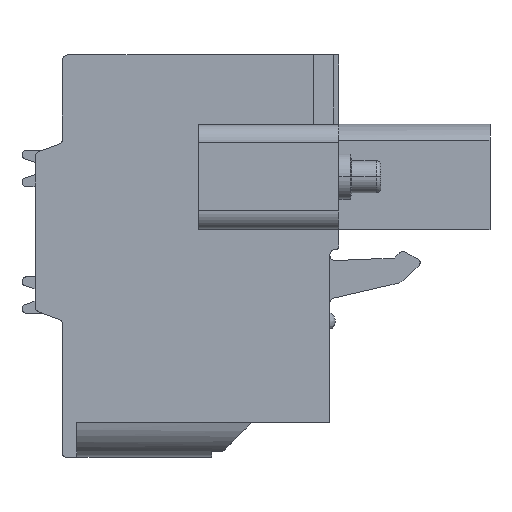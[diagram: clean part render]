
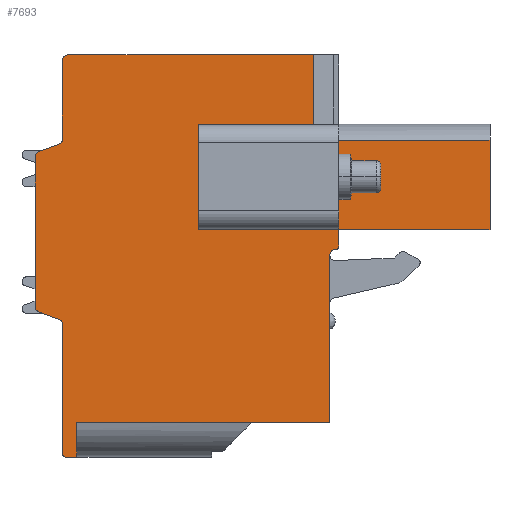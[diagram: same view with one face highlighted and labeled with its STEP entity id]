
A CAD part, front view. The second image highlights one B-rep face of the part: STEP entity #7693.
In plain terms, the highlighted planar face has unit normal (0, -1, 0).
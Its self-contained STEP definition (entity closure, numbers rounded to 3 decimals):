
#836=DIRECTION('',(-1.,0.,0.));
#837=VECTOR('',#836,8.3);
#838=CARTESIAN_POINT('',(12.481,-25.3,6.775));
#839=LINE('',#838,#837);
#840=DIRECTION('',(0.,0.,-1.));
#841=VECTOR('',#840,4.9);
#842=CARTESIAN_POINT('',(12.481,-25.3,6.775));
#843=LINE('',#842,#841);
#844=DIRECTION('',(-1.,0.,0.));
#845=VECTOR('',#844,8.3);
#846=CARTESIAN_POINT('',(12.481,-25.3,1.875));
#847=LINE('',#846,#845);
#848=DIRECTION('',(0.,0.,-1.));
#849=VECTOR('',#848,0.901);
#850=CARTESIAN_POINT('',(4.181,-25.3,1.875));
#851=LINE('',#850,#849);
#852=CARTESIAN_POINT('',(3.981,-25.3,0.974));
#853=DIRECTION('',(0.,1.,0.));
#854=DIRECTION('',(1.,0.,0.));
#855=AXIS2_PLACEMENT_3D('',#852,#853,#854);
#857=CARTESIAN_POINT('',(3.981,-25.3,0.474));
#858=DIRECTION('',(0.,-1.,0.));
#859=DIRECTION('',(0.,0.,1.));
#860=AXIS2_PLACEMENT_3D('',#857,#858,#859);
#862=DIRECTION('',(-1.,0.,0.));
#863=VECTOR('',#862,13.9);
#864=CARTESIAN_POINT('',(3.681,-25.3,-8.725));
#865=LINE('',#864,#863);
#866=DIRECTION('',(0.,0.,-1.));
#867=VECTOR('',#866,1.9);
#868=CARTESIAN_POINT('',(-10.219,-25.3,-8.725));
#869=LINE('',#868,#867);
#870=DIRECTION('',(-1.,0.,0.));
#871=VECTOR('',#870,0.6);
#872=CARTESIAN_POINT('',(-10.219,-25.3,-10.625));
#873=LINE('',#872,#871);
#874=CARTESIAN_POINT('',(-10.819,-25.3,-10.425));
#875=DIRECTION('',(0.,1.,0.));
#876=DIRECTION('',(0.,0.,-1.));
#877=AXIS2_PLACEMENT_3D('',#874,#875,#876);
#879=DIRECTION('',(0.,0.,1.));
#880=VECTOR('',#879,7.095);
#881=CARTESIAN_POINT('',(-11.019,-25.3,-10.425));
#882=LINE('',#881,#880);
#883=CARTESIAN_POINT('',(-11.319,-25.3,-3.33));
#884=DIRECTION('',(0.,-1.,0.));
#885=DIRECTION('',(1.,0.,0.));
#886=AXIS2_PLACEMENT_3D('',#883,#884,#885);
#888=DIRECTION('',(-0.94,0.,0.342));
#889=VECTOR('',#888,1.176);
#890=CARTESIAN_POINT('',(-11.216,-25.3,-3.048));
#891=LINE('',#890,#889);
#892=CARTESIAN_POINT('',(-12.219,-25.3,-2.364));
#893=DIRECTION('',(0.,1.,0.));
#894=DIRECTION('',(-0.342,0.,-0.94));
#895=AXIS2_PLACEMENT_3D('',#892,#893,#894);
#897=DIRECTION('',(0.,0.,1.));
#898=VECTOR('',#897,8.238);
#899=CARTESIAN_POINT('',(-12.519,-25.3,-2.364));
#900=LINE('',#899,#898);
#901=CARTESIAN_POINT('',(-12.219,-25.3,5.874));
#902=DIRECTION('',(0.,1.,0.));
#903=DIRECTION('',(-1.,0.,0.));
#904=AXIS2_PLACEMENT_3D('',#901,#902,#903);
#906=DIRECTION('',(0.94,0.,0.342));
#907=VECTOR('',#906,1.176);
#908=CARTESIAN_POINT('',(-12.321,-25.3,6.156));
#909=LINE('',#908,#907);
#910=CARTESIAN_POINT('',(-11.319,-25.3,6.84));
#911=DIRECTION('',(0.,-1.,0.));
#912=DIRECTION('',(0.342,0.,-0.94));
#913=AXIS2_PLACEMENT_3D('',#910,#911,#912);
#915=DIRECTION('',(0.,0.,1.));
#916=VECTOR('',#915,4.335);
#917=CARTESIAN_POINT('',(-11.019,-25.3,6.84));
#918=LINE('',#917,#916);
#919=CARTESIAN_POINT('',(-10.719,-25.3,11.175));
#920=DIRECTION('',(0.,1.,0.));
#921=DIRECTION('',(-1.,0.,0.));
#922=AXIS2_PLACEMENT_3D('',#919,#920,#921);
#924=DIRECTION('',(1.,0.,0.));
#925=VECTOR('',#924,13.5);
#926=CARTESIAN_POINT('',(-10.719,-25.3,11.475));
#927=LINE('',#926,#925);
#928=DIRECTION('',(0.,0.,-1.));
#929=VECTOR('',#928,3.825);
#930=CARTESIAN_POINT('',(2.781,-25.3,11.475));
#931=LINE('',#930,#929);
#932=DIRECTION('',(1.,0.,0.));
#933=VECTOR('',#932,6.3);
#934=CARTESIAN_POINT('',(-3.519,-25.3,7.65));
#935=LINE('',#934,#933);
#936=DIRECTION('',(0.,0.,1.));
#937=VECTOR('',#936,5.75);
#938=CARTESIAN_POINT('',(-3.519,-25.3,1.9));
#939=LINE('',#938,#937);
#940=DIRECTION('',(-1.,0.,0.));
#941=VECTOR('',#940,6.3);
#942=CARTESIAN_POINT('',(2.781,-25.3,1.9));
#943=LINE('',#942,#941);
#944=DIRECTION('',(-1.,0.,0.));
#945=VECTOR('',#944,1.4);
#946=CARTESIAN_POINT('',(4.181,-25.3,1.9));
#947=LINE('',#946,#945);
#948=DIRECTION('',(0.,0.,-1.));
#949=VECTOR('',#948,4.875);
#950=CARTESIAN_POINT('',(4.181,-25.3,6.775));
#951=LINE('',#950,#949);
#1274=DIRECTION('',(0.,0.,1.));
#1275=VECTOR('',#1274,9.199);
#1276=CARTESIAN_POINT('',(3.681,-25.3,-8.725));
#1277=LINE('',#1276,#1275);
#5076=CARTESIAN_POINT('',(-12.519,-25.3,-2.364));
#5077=CARTESIAN_POINT('',(-12.519,-25.3,5.874));
#5078=VERTEX_POINT('',#5076);
#5079=VERTEX_POINT('',#5077);
#5080=CARTESIAN_POINT('',(-12.321,-25.3,6.156));
#5081=VERTEX_POINT('',#5080);
#5082=CARTESIAN_POINT('',(-11.216,-25.3,6.558));
#5083=VERTEX_POINT('',#5082);
#5084=CARTESIAN_POINT('',(-11.019,-25.3,6.84));
#5085=VERTEX_POINT('',#5084);
#5086=CARTESIAN_POINT('',(-11.019,-25.3,11.175));
#5087=VERTEX_POINT('',#5086);
#5088=CARTESIAN_POINT('',(-10.719,-25.3,11.475));
#5089=VERTEX_POINT('',#5088);
#5090=CARTESIAN_POINT('',(3.681,-25.3,-8.725));
#5091=CARTESIAN_POINT('',(-10.219,-25.3,-8.725));
#5092=VERTEX_POINT('',#5090);
#5093=VERTEX_POINT('',#5091);
#5094=CARTESIAN_POINT('',(-10.219,-25.3,-10.625));
#5095=VERTEX_POINT('',#5094);
#5096=CARTESIAN_POINT('',(-10.819,-25.3,-10.625));
#5097=VERTEX_POINT('',#5096);
#5098=CARTESIAN_POINT('',(-11.019,-25.3,-10.425));
#5099=VERTEX_POINT('',#5098);
#5100=CARTESIAN_POINT('',(-11.019,-25.3,-3.33));
#5101=VERTEX_POINT('',#5100);
#5102=CARTESIAN_POINT('',(-11.216,-25.3,-3.048));
#5103=VERTEX_POINT('',#5102);
#5104=CARTESIAN_POINT('',(-12.321,-25.3,-2.646));
#5105=VERTEX_POINT('',#5104);
#5116=CARTESIAN_POINT('',(4.181,-25.3,0.974));
#5117=CARTESIAN_POINT('',(3.981,-25.3,0.774));
#5118=VERTEX_POINT('',#5116);
#5119=VERTEX_POINT('',#5117);
#5120=CARTESIAN_POINT('',(4.181,-25.3,1.875));
#5121=VERTEX_POINT('',#5120);
#5122=CARTESIAN_POINT('',(3.681,-25.3,0.474));
#5123=VERTEX_POINT('',#5122);
#5124=CARTESIAN_POINT('',(12.481,-25.3,1.875));
#5125=VERTEX_POINT('',#5124);
#6046=CARTESIAN_POINT('',(12.481,-25.3,6.775));
#6048=VERTEX_POINT('',#6046);
#6366=CARTESIAN_POINT('',(-3.519,-25.3,1.9));
#6367=CARTESIAN_POINT('',(-3.519,-25.3,7.65));
#6368=VERTEX_POINT('',#6366);
#6369=VERTEX_POINT('',#6367);
#6380=CARTESIAN_POINT('',(2.781,-25.3,1.9));
#6381=CARTESIAN_POINT('',(2.781,-25.3,7.65));
#6382=VERTEX_POINT('',#6380);
#6383=VERTEX_POINT('',#6381);
#6526=CARTESIAN_POINT('',(2.781,-25.3,11.475));
#6527=VERTEX_POINT('',#6526);
#6529=CARTESIAN_POINT('',(4.181,-25.3,6.775));
#6531=VERTEX_POINT('',#6529);
#6534=CARTESIAN_POINT('',(4.181,-25.3,1.9));
#6535=VERTEX_POINT('',#6534);
#7635=CARTESIAN_POINT('',(0.,-25.3,0.));
#7636=DIRECTION('',(0.,1.,0.));
#7637=DIRECTION('',(1.,0.,0.));
#7638=AXIS2_PLACEMENT_3D('',#7635,#7636,#7637);
#7639=PLANE('',#7638);
#7641=ORIENTED_EDGE('',*,*,#7640,.F.);
#7642=ORIENTED_EDGE('',*,*,#6786,.T.);
#7644=ORIENTED_EDGE('',*,*,#7643,.T.);
#7646=ORIENTED_EDGE('',*,*,#7645,.T.);
#7648=ORIENTED_EDGE('',*,*,#7647,.T.);
#7650=ORIENTED_EDGE('',*,*,#7649,.T.);
#7652=ORIENTED_EDGE('',*,*,#7651,.F.);
#7654=ORIENTED_EDGE('',*,*,#7653,.T.);
#7656=ORIENTED_EDGE('',*,*,#7655,.T.);
#7658=ORIENTED_EDGE('',*,*,#7657,.T.);
#7660=ORIENTED_EDGE('',*,*,#7659,.T.);
#7662=ORIENTED_EDGE('',*,*,#7661,.T.);
#7664=ORIENTED_EDGE('',*,*,#7663,.T.);
#7666=ORIENTED_EDGE('',*,*,#7665,.T.);
#7668=ORIENTED_EDGE('',*,*,#7667,.T.);
#7670=ORIENTED_EDGE('',*,*,#7669,.T.);
#7672=ORIENTED_EDGE('',*,*,#7671,.T.);
#7674=ORIENTED_EDGE('',*,*,#7673,.T.);
#7676=ORIENTED_EDGE('',*,*,#7675,.T.);
#7678=ORIENTED_EDGE('',*,*,#7677,.T.);
#7680=ORIENTED_EDGE('',*,*,#7679,.T.);
#7681=ORIENTED_EDGE('',*,*,#7601,.T.);
#7682=ORIENTED_EDGE('',*,*,#7103,.T.);
#7684=ORIENTED_EDGE('',*,*,#7683,.F.);
#7686=ORIENTED_EDGE('',*,*,#7685,.F.);
#7688=ORIENTED_EDGE('',*,*,#7687,.F.);
#7689=ORIENTED_EDGE('',*,*,#7091,.F.);
#7690=ORIENTED_EDGE('',*,*,#7074,.F.);
#7691=EDGE_LOOP('',(#7641,#7642,#7644,#7646,#7648,#7650,#7652,#7654,#7656,#7658,
#7660,#7662,#7664,#7666,#7668,#7670,#7672,#7674,#7676,#7678,#7680,#7681,#7682,
#7684,#7686,#7688,#7689,#7690));
#7692=FACE_OUTER_BOUND('',#7691,.F.);
#7693=ADVANCED_FACE('',(#7692),#7639,.F.);
#856=CIRCLE('',#855,0.2);
#861=CIRCLE('',#860,0.3);
#878=CIRCLE('',#877,0.2);
#887=CIRCLE('',#886,0.3);
#896=CIRCLE('',#895,0.3);
#905=CIRCLE('',#904,0.3);
#914=CIRCLE('',#913,0.3);
#923=CIRCLE('',#922,0.3);
#6786=EDGE_CURVE('',#6048,#5125,#843,.T.);
#7074=EDGE_CURVE('',#6531,#6535,#951,.T.);
#7091=EDGE_CURVE('',#6535,#6382,#947,.T.);
#7103=EDGE_CURVE('',#6527,#6383,#931,.T.);
#7601=EDGE_CURVE('',#5089,#6527,#927,.T.);
#7640=EDGE_CURVE('',#6048,#6531,#839,.T.);
#7643=EDGE_CURVE('',#5125,#5121,#847,.T.);
#7645=EDGE_CURVE('',#5121,#5118,#851,.T.);
#7647=EDGE_CURVE('',#5118,#5119,#856,.T.);
#7649=EDGE_CURVE('',#5119,#5123,#861,.T.);
#7651=EDGE_CURVE('',#5092,#5123,#1277,.T.);
#7653=EDGE_CURVE('',#5092,#5093,#865,.T.);
#7655=EDGE_CURVE('',#5093,#5095,#869,.T.);
#7657=EDGE_CURVE('',#5095,#5097,#873,.T.);
#7659=EDGE_CURVE('',#5097,#5099,#878,.T.);
#7661=EDGE_CURVE('',#5099,#5101,#882,.T.);
#7663=EDGE_CURVE('',#5101,#5103,#887,.T.);
#7665=EDGE_CURVE('',#5103,#5105,#891,.T.);
#7667=EDGE_CURVE('',#5105,#5078,#896,.T.);
#7669=EDGE_CURVE('',#5078,#5079,#900,.T.);
#7671=EDGE_CURVE('',#5079,#5081,#905,.T.);
#7673=EDGE_CURVE('',#5081,#5083,#909,.T.);
#7675=EDGE_CURVE('',#5083,#5085,#914,.T.);
#7677=EDGE_CURVE('',#5085,#5087,#918,.T.);
#7679=EDGE_CURVE('',#5087,#5089,#923,.T.);
#7683=EDGE_CURVE('',#6369,#6383,#935,.T.);
#7685=EDGE_CURVE('',#6368,#6369,#939,.T.);
#7687=EDGE_CURVE('',#6382,#6368,#943,.T.);
